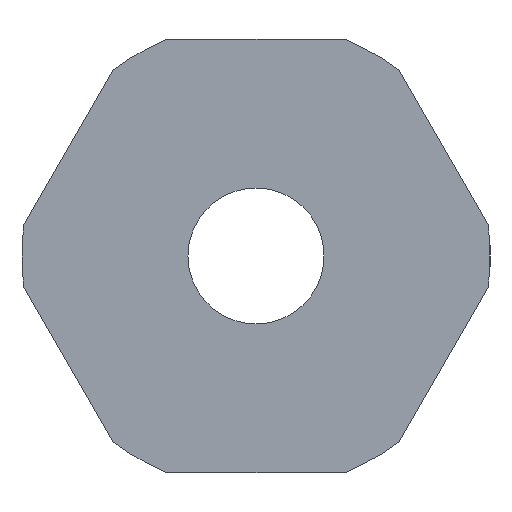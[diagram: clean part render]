
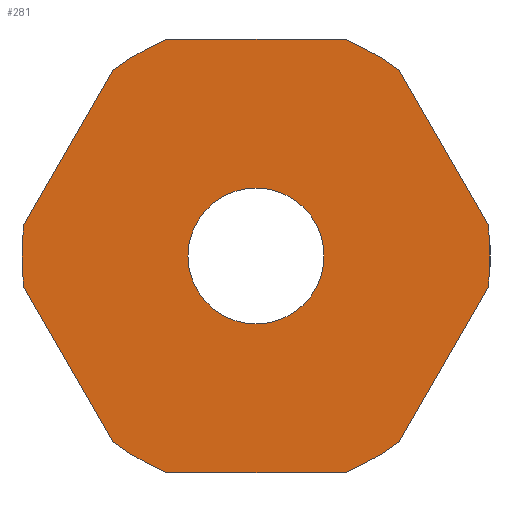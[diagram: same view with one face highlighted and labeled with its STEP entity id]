
A CAD part, left-side view. The second image highlights one B-rep face of the part: STEP entity #281.
In plain terms, the highlighted face is planar.
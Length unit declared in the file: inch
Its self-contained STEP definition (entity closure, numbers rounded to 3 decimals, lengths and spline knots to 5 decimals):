
#19=FACE_BOUND('',#51,.T.);
#21=PLANE('',#335);
#35=FACE_OUTER_BOUND('',#50,.T.);
#50=EDGE_LOOP('',(#214,#215,#216,#217,#218,#219,#220,#221,#222,#223,#224,
#225));
#51=EDGE_LOOP('',(#226));
#62=CIRCLE('',#319,0.27028);
#64=CIRCLE('',#322,0.27028);
#66=CIRCLE('',#325,0.27028);
#68=CIRCLE('',#328,0.27028);
#69=CIRCLE('',#330,0.27028);
#72=CIRCLE('',#334,0.27028);
#73=CIRCLE('',#336,0.0785);
#87=LINE('',#493,#112);
#88=LINE('',#494,#113);
#89=LINE('',#495,#114);
#90=LINE('',#496,#115);
#91=LINE('',#497,#116);
#92=LINE('',#498,#117);
#112=VECTOR('',#401,0.3937);
#113=VECTOR('',#402,0.3937);
#114=VECTOR('',#403,0.3937);
#115=VECTOR('',#404,0.3937);
#116=VECTOR('',#405,0.3937);
#117=VECTOR('',#406,0.3937);
#126=VERTEX_POINT('',#440);
#128=VERTEX_POINT('',#444);
#130=VERTEX_POINT('',#449);
#132=VERTEX_POINT('',#453);
#134=VERTEX_POINT('',#458);
#136=VERTEX_POINT('',#462);
#138=VERTEX_POINT('',#467);
#140=VERTEX_POINT('',#471);
#141=VERTEX_POINT('',#475);
#143=VERTEX_POINT('',#478);
#146=VERTEX_POINT('',#485);
#148=VERTEX_POINT('',#489);
#149=VERTEX_POINT('',#499);
#154=EDGE_CURVE('',#126,#128,#62,.T.);
#158=EDGE_CURVE('',#130,#132,#64,.T.);
#162=EDGE_CURVE('',#134,#136,#66,.T.);
#166=EDGE_CURVE('',#138,#140,#68,.T.);
#168=EDGE_CURVE('',#143,#141,#69,.T.);
#174=EDGE_CURVE('',#146,#148,#72,.T.);
#175=EDGE_CURVE('',#138,#148,#87,.T.);
#176=EDGE_CURVE('',#134,#140,#88,.T.);
#177=EDGE_CURVE('',#130,#136,#89,.T.);
#178=EDGE_CURVE('',#126,#132,#90,.T.);
#179=EDGE_CURVE('',#143,#128,#91,.T.);
#180=EDGE_CURVE('',#146,#141,#92,.T.);
#181=EDGE_CURVE('',#149,#149,#73,.T.);
#214=ORIENTED_EDGE('',*,*,#174,.T.);
#215=ORIENTED_EDGE('',*,*,#175,.F.);
#216=ORIENTED_EDGE('',*,*,#166,.T.);
#217=ORIENTED_EDGE('',*,*,#176,.F.);
#218=ORIENTED_EDGE('',*,*,#162,.T.);
#219=ORIENTED_EDGE('',*,*,#177,.F.);
#220=ORIENTED_EDGE('',*,*,#158,.T.);
#221=ORIENTED_EDGE('',*,*,#178,.F.);
#222=ORIENTED_EDGE('',*,*,#154,.T.);
#223=ORIENTED_EDGE('',*,*,#179,.F.);
#224=ORIENTED_EDGE('',*,*,#168,.T.);
#225=ORIENTED_EDGE('',*,*,#180,.F.);
#226=ORIENTED_EDGE('',*,*,#181,.F.);
#281=ADVANCED_FACE('',(#35,#19),#21,.F.);
#319=AXIS2_PLACEMENT_3D('',#446,#357,#358);
#322=AXIS2_PLACEMENT_3D('',#455,#365,#366);
#325=AXIS2_PLACEMENT_3D('',#464,#373,#374);
#328=AXIS2_PLACEMENT_3D('',#473,#381,#382);
#330=AXIS2_PLACEMENT_3D('',#479,#386,#387);
#334=AXIS2_PLACEMENT_3D('',#491,#397,#398);
#335=AXIS2_PLACEMENT_3D('',#492,#399,#400);
#336=AXIS2_PLACEMENT_3D('',#500,#407,#408);
#357=DIRECTION('center_axis',(0.,0.,-1.));
#358=DIRECTION('ref_axis',(1.,0.,0.));
#365=DIRECTION('center_axis',(0.,0.,-1.));
#366=DIRECTION('ref_axis',(1.,0.,0.));
#373=DIRECTION('center_axis',(0.,0.,-1.));
#374=DIRECTION('ref_axis',(1.,0.,0.));
#381=DIRECTION('center_axis',(0.,0.,-1.));
#382=DIRECTION('ref_axis',(1.,0.,0.));
#386=DIRECTION('center_axis',(0.,0.,-1.));
#387=DIRECTION('ref_axis',(1.,0.,0.));
#397=DIRECTION('center_axis',(0.,0.,-1.));
#398=DIRECTION('ref_axis',(1.,0.,0.));
#399=DIRECTION('center_axis',(0.,0.,1.));
#400=DIRECTION('ref_axis',(1.,0.,0.));
#401=DIRECTION('',(-1.,0.,0.));
#402=DIRECTION('',(-0.5,0.866,0.));
#403=DIRECTION('',(0.5,0.866,0.));
#404=DIRECTION('',(1.,0.,0.));
#405=DIRECTION('',(0.5,-0.866,0.));
#406=DIRECTION('',(-0.5,-0.866,0.));
#407=DIRECTION('center_axis',(0.,0.,-1.));
#408=DIRECTION('ref_axis',(-1.,0.,0.));
#440=CARTESIAN_POINT('',(-0.10271,-0.25,0.));
#444=CARTESIAN_POINT('',(-0.16515,-0.21395,0.));
#446=CARTESIAN_POINT('Origin',(0.,0.,0.));
#449=CARTESIAN_POINT('',(0.16515,-0.21395,0.));
#453=CARTESIAN_POINT('',(0.10271,-0.25,0.));
#455=CARTESIAN_POINT('Origin',(0.,0.,0.));
#458=CARTESIAN_POINT('',(0.26786,0.03605,0.));
#462=CARTESIAN_POINT('',(0.26786,-0.03605,0.));
#464=CARTESIAN_POINT('Origin',(0.,0.,0.));
#467=CARTESIAN_POINT('',(0.10271,0.25,0.));
#471=CARTESIAN_POINT('',(0.16515,0.21395,0.));
#473=CARTESIAN_POINT('Origin',(0.,0.,0.));
#475=CARTESIAN_POINT('',(-0.26786,0.03605,0.));
#478=CARTESIAN_POINT('',(-0.26786,-0.03605,0.));
#479=CARTESIAN_POINT('Origin',(0.,0.,0.));
#485=CARTESIAN_POINT('',(-0.16515,0.21395,0.));
#489=CARTESIAN_POINT('',(-0.10271,0.25,0.));
#491=CARTESIAN_POINT('Origin',(0.,0.,0.));
#492=CARTESIAN_POINT('Origin',(0.,0.,
0.));
#493=CARTESIAN_POINT('',(0.14434,0.25,0.));
#494=CARTESIAN_POINT('',(0.28868,0.,0.));
#495=CARTESIAN_POINT('',(0.14434,-0.25,0.));
#496=CARTESIAN_POINT('',(-0.14434,-0.25,0.));
#497=CARTESIAN_POINT('',(-0.28868,0.,0.));
#498=CARTESIAN_POINT('',(-0.14434,0.25,0.));
#499=CARTESIAN_POINT('',(0.0785,0.,0.));
#500=CARTESIAN_POINT('Origin',(0.,0.,0.));
